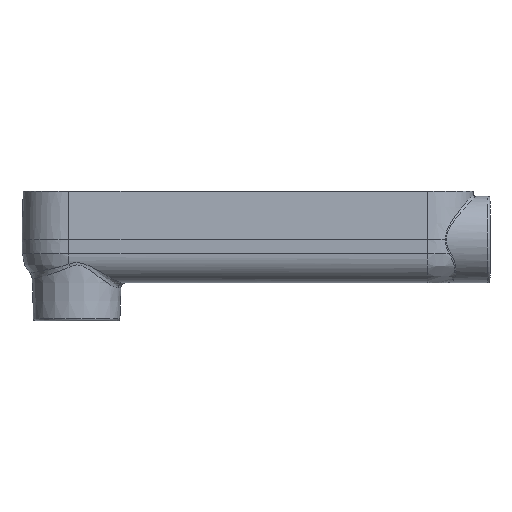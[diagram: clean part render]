
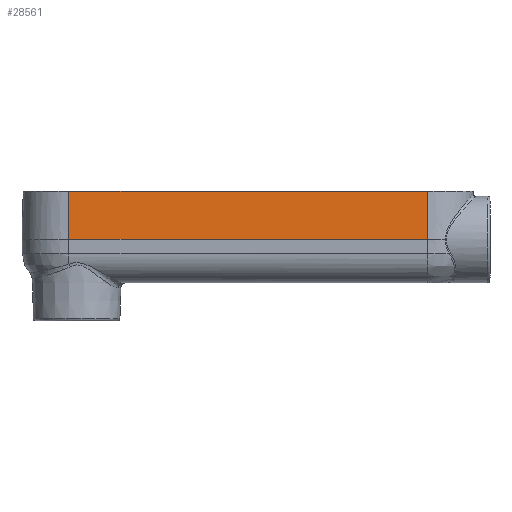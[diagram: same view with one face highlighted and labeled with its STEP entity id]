
A CAD part, top view. The second image highlights one B-rep face of the part: STEP entity #28561.
In plain terms, the highlighted planar face has unit normal (0, 0.026, 1).
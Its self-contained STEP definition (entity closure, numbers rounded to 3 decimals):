
#3386=PLANE('',#29715);
#4931=FACE_OUTER_BOUND('',#6659,.T.);
#6659=EDGE_LOOP('',(#25748,#25749,#25750,#25751));
#7179=LINE('',#40215,#9326);
#8694=LINE('',#82174,#10841);
#8697=LINE('',#82184,#10844);
#8698=LINE('',#82185,#10845);
#9326=VECTOR('',#30333,0.394);
#10841=VECTOR('',#33274,0.394);
#10844=VECTOR('',#33285,0.394);
#10845=VECTOR('',#33286,2.579);
#11919=VERTEX_POINT('',#40092);
#11920=VERTEX_POINT('',#40214);
#14001=VERTEX_POINT('',#82070);
#14004=VERTEX_POINT('',#82183);
#14804=EDGE_CURVE('',#11919,#11920,#7179,.T.);
#18013=EDGE_CURVE('',#14001,#11919,#8694,.T.);
#18018=EDGE_CURVE('',#14001,#14004,#8697,.T.);
#18019=EDGE_CURVE('',#14004,#11920,#8698,.T.);
#25748=ORIENTED_EDGE('',*,*,#14804,.F.);
#25749=ORIENTED_EDGE('',*,*,#18013,.F.);
#25750=ORIENTED_EDGE('',*,*,#18018,.T.);
#25751=ORIENTED_EDGE('',*,*,#18019,.T.);
#28561=ADVANCED_FACE('',(#4931),#3386,.T.);
#29715=AXIS2_PLACEMENT_3D('',#82182,#33283,#33284);
#30333=DIRECTION('',(1.,0.,0.));
#33274=DIRECTION('',(0.,1.,-0.026));
#33283=DIRECTION('center_axis',(0.,0.026,
1.));
#33284=DIRECTION('ref_axis',(1.,0.,0.));
#33285=DIRECTION('',(1.,0.,0.));
#33286=DIRECTION('',(0.,1.,-0.026));
#40092=CARTESIAN_POINT('',(-8.688,2.344,2.219));
#40214=CARTESIAN_POINT('',(8.688,2.344,2.219));
#40215=CARTESIAN_POINT('',(-4.344,2.344,2.219));
#82070=CARTESIAN_POINT('',(-8.688,0.,2.28));
#82174=CARTESIAN_POINT('',(-8.688,0.,2.28));
#82182=CARTESIAN_POINT('Origin',(-8.688,0.,2.28));
#82183=CARTESIAN_POINT('',(8.688,0.,2.28));
#82184=CARTESIAN_POINT('',(-1.448,0.,2.28));
#82185=CARTESIAN_POINT('',(8.688,0.,2.28));
